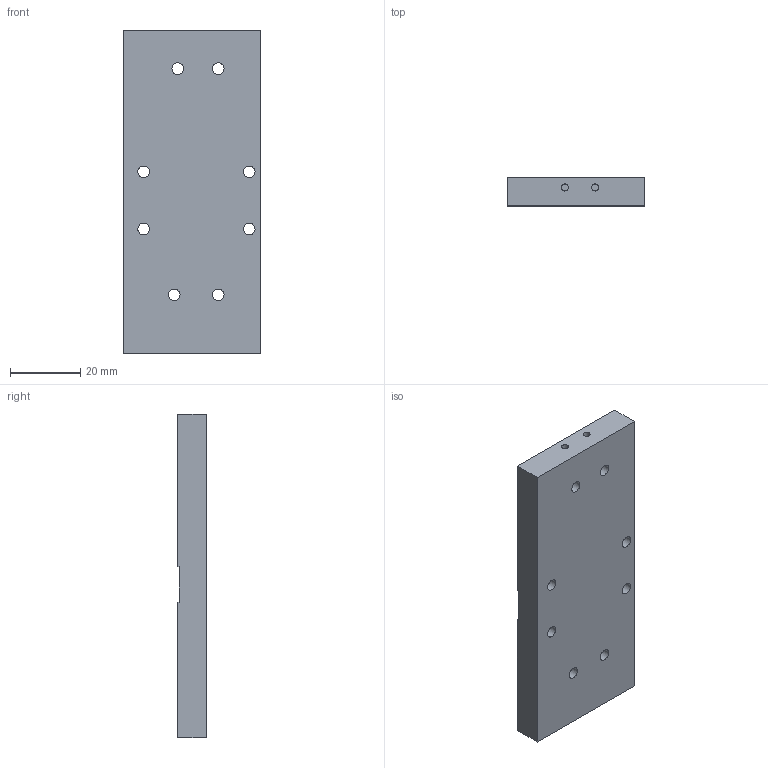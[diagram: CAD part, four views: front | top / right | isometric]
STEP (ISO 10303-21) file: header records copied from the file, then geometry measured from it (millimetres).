
FILE_DESCRIPTION(/* description */ (''),/* implementation_level */ '2;1');
FILE_NAME(/* name */ 'Driver Copper spreader.stp',/* time_stamp */ '2025-04-16T10:48:30+02:00',/* author */ ('Carsten Grøn'),/* organization */ (''),/* preprocessor_version */ 'ST-DEVELOPER v18',/* originating_system */ 'Autodesk Inventor 2020',/* authorisation */ '');
FILE_SCHEMA (('CONFIG_CONTROL_DESIGN'));
Length unit declared in the file: millimetre
Products named in the file (1): Driver Copper spreader
Bounding box: 39 x 8 x 91.91 mm (x, y, z)
Volume: 27881.7 mm3; surface area: 9990.4 mm2
Topology: 1 solids, 1 shells, 26 faces, 76 edges, 56 vertices
Faces by surface type: plane 14, cylinder 12
Full cylindrical faces by diameter (mm): 2.013 x4, 3.3 x8
Entity records: 981 total; most frequent: DIRECTION 170, CARTESIAN_POINT 159, ORIENTED_EDGE 152, EDGE_CURVE 76, AXIS2_PLACEMENT_3D 67, VERTEX_POINT 56, EDGE_LOOP 46, CIRCLE 40
